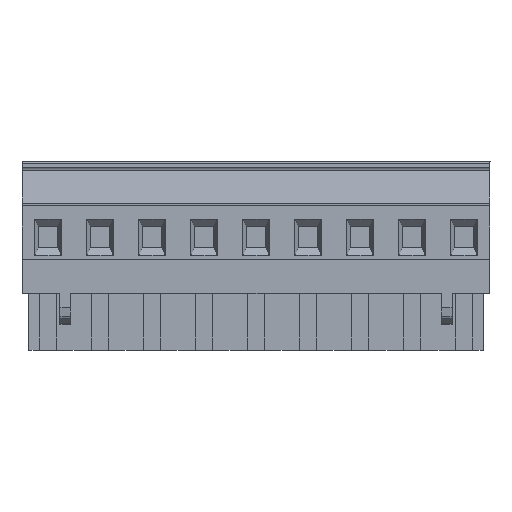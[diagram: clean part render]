
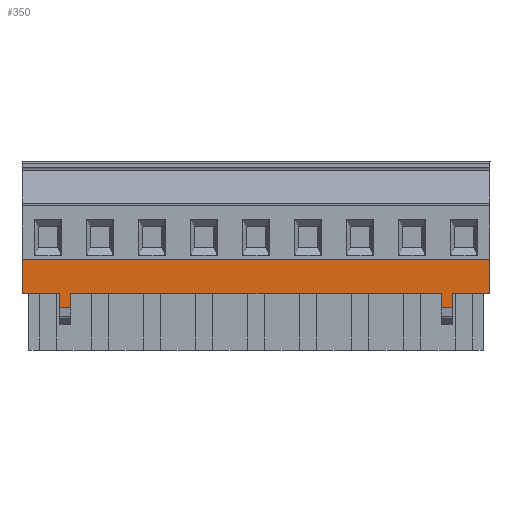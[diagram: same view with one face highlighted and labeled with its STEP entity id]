
A CAD part, top view. The second image highlights one B-rep face of the part: STEP entity #350.
In plain terms, the highlighted planar face has unit normal (0, 0, 1).
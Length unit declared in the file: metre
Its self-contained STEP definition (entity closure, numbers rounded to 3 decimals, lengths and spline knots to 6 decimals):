
#350=ADVANCED_FACE('',(#1010),#1011,.T.);
#1010=FACE_OUTER_BOUND('',#2054,.T.);
#1011=PLANE('',#2055);
#2054=EDGE_LOOP('',(#3108,#3109,#3110,#3111,#3112,#3113,#3114,#3115,#3116,#3117,#3118,#3119));
#2055=AXIS2_PLACEMENT_3D('',#3120,#3121,#3122);
#3108=ORIENTED_EDGE('',*,*,#5891,.F.);
#3109=ORIENTED_EDGE('',*,*,#5892,.F.);
#3110=ORIENTED_EDGE('',*,*,#5893,.T.);
#3111=ORIENTED_EDGE('',*,*,#5894,.T.);
#3112=ORIENTED_EDGE('',*,*,#5895,.T.);
#3113=ORIENTED_EDGE('',*,*,#5896,.T.);
#3114=ORIENTED_EDGE('',*,*,#5897,.F.);
#3115=ORIENTED_EDGE('',*,*,#5898,.T.);
#3116=ORIENTED_EDGE('',*,*,#5899,.T.);
#3117=ORIENTED_EDGE('',*,*,#5900,.F.);
#3118=ORIENTED_EDGE('',*,*,#5901,.F.);
#3119=ORIENTED_EDGE('',*,*,#5902,.T.);
#3120=CARTESIAN_POINT('',(0.0,0.000044,0.0));
#3121=DIRECTION('',(0.0,0.0,1.0));
#3122=DIRECTION('',(1.0,0.0,0.0));
#5891=EDGE_CURVE('',#6973,#6974,#6975,.T.);
#5892=EDGE_CURVE('',#6976,#6973,#6977,.T.);
#5893=EDGE_CURVE('',#6976,#6978,#6979,.T.);
#5894=EDGE_CURVE('',#6978,#6980,#6981,.T.);
#5895=EDGE_CURVE('',#6980,#6982,#6983,.T.);
#5896=EDGE_CURVE('',#6982,#6984,#6985,.T.);
#5897=EDGE_CURVE('',#6986,#6984,#6987,.T.);
#5898=EDGE_CURVE('',#6986,#6988,#6989,.T.);
#5899=EDGE_CURVE('',#6988,#6990,#6991,.T.);
#5900=EDGE_CURVE('',#6992,#6990,#6993,.T.);
#5901=EDGE_CURVE('',#6994,#6992,#6995,.T.);
#5902=EDGE_CURVE('',#6994,#6974,#6996,.T.);
#6973=VERTEX_POINT('',#8562);
#6974=VERTEX_POINT('',#8563);
#6975=LINE('',#8564,#8565);
#6976=VERTEX_POINT('',#8566);
#6977=LINE('',#8567,#8568);
#6978=VERTEX_POINT('',#8569);
#6979=LINE('',#8570,#8571);
#6980=VERTEX_POINT('',#8572);
#6981=LINE('',#8573,#8574);
#6982=VERTEX_POINT('',#8575);
#6983=LINE('',#8576,#8577);
#6984=VERTEX_POINT('',#8578);
#6985=LINE('',#8579,#8580);
#6986=VERTEX_POINT('',#8581);
#6987=LINE('',#8582,#8583);
#6988=VERTEX_POINT('',#8584);
#6989=LINE('',#8585,#8586);
#6990=VERTEX_POINT('',#8587);
#6991=LINE('',#8588,#8589);
#6992=VERTEX_POINT('',#8590);
#6993=LINE('',#8591,#8592);
#6994=VERTEX_POINT('',#8593);
#6995=LINE('',#8594,#8595);
#6996=LINE('',#8596,#8597);
#8562=CARTESIAN_POINT('',(0.06858,0.005,0.0));
#8563=CARTESIAN_POINT('',(0.06858,0.,0.0));
#8564=CARTESIAN_POINT('',(0.06858,0.000044,0.0));
#8565=VECTOR('',#10734,1.0);
#8566=CARTESIAN_POINT('',(0.,0.005,0.0));
#8567=CARTESIAN_POINT('',(0.,0.005,0.0));
#8568=VECTOR('',#10735,1.0);
#8569=CARTESIAN_POINT('',(0.0,0.,0.0));
#8570=CARTESIAN_POINT('',(0.0,0.000044,0.0));
#8571=VECTOR('',#10736,1.0);
#8572=CARTESIAN_POINT('',(0.00555,0.,0.0));
#8573=CARTESIAN_POINT('',(0.0,0.,0.0));
#8574=VECTOR('',#10737,1.0);
#8575=CARTESIAN_POINT('',(0.00555,-0.002108,0.0));
#8576=CARTESIAN_POINT('',(0.00555,-0.015851,0.0));
#8577=VECTOR('',#10738,1.0);
#8578=CARTESIAN_POINT('',(0.00715,-0.002108,0.0));
#8579=CARTESIAN_POINT('',(0.00384,-0.002108,0.0));
#8580=VECTOR('',#10739,1.0);
#8581=CARTESIAN_POINT('',(0.00715,0.,0.0));
#8582=CARTESIAN_POINT('',(0.00715,-0.00323,0.0));
#8583=VECTOR('',#10740,1.0);
#8584=CARTESIAN_POINT('',(0.06143,0.,0.0));
#8585=CARTESIAN_POINT('',(0.0,0.,0.0));
#8586=VECTOR('',#10741,1.0);
#8587=CARTESIAN_POINT('',(0.06143,-0.002108,0.0));
#8588=CARTESIAN_POINT('',(0.06143,-0.00323,0.0));
#8589=VECTOR('',#10742,1.0);
#8590=CARTESIAN_POINT('',(0.06303,-0.002108,0.0));
#8591=CARTESIAN_POINT('',(0.06474,-0.002108,0.0));
#8592=VECTOR('',#10743,1.0);
#8593=CARTESIAN_POINT('',(0.06303,0.,0.0));
#8594=CARTESIAN_POINT('',(0.06303,-0.015851,0.0));
#8595=VECTOR('',#10744,1.0);
#8596=CARTESIAN_POINT('',(0.0,0.,0.0));
#8597=VECTOR('',#10745,1.0);
#10734=DIRECTION('',(0.,-1.,0.0));
#10735=DIRECTION('',(1.0,0.,0.0));
#10736=DIRECTION('',(0.,-1.,0.0));
#10737=DIRECTION('',(1.0,0.,0.0));
#10738=DIRECTION('',(0.,-1.0,0.));
#10739=DIRECTION('',(1.0,0.,0.));
#10740=DIRECTION('',(0.,-1.0,0.));
#10741=DIRECTION('',(1.0,0.,0.0));
#10742=DIRECTION('',(0.,-1.0,0.));
#10743=DIRECTION('',(-1.0,0.,0.));
#10744=DIRECTION('',(0.,-1.0,0.));
#10745=DIRECTION('',(1.0,0.,0.0));
